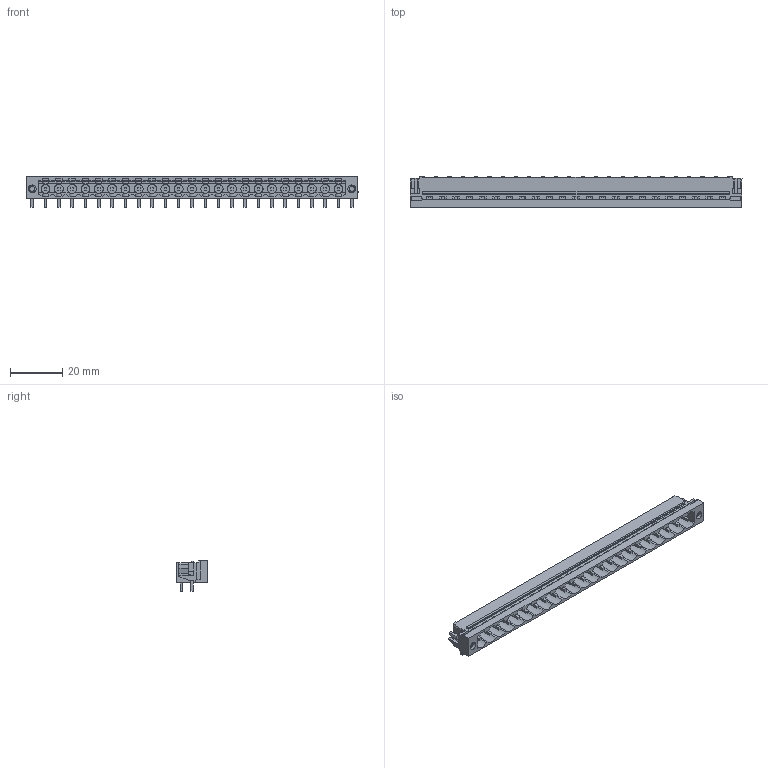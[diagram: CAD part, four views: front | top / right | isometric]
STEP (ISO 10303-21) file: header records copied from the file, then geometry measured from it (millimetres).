
FILE_DESCRIPTION(('CATIA V5R22 STEP214','CAx-IF Rec.Pracs.--- Model Styling and Organization---1.4--- 2014-01-23'),'2;1');
FILE_NAME ('D1456980_1_1837840000_1837840000.stp','2023-05-11T06:55:25+00:00',('none'),('Weidmueller'),'CATIA Version 5-6 Release 2016 SP3 HF44','CATIA V5 STEP AP214','none');
FILE_SCHEMA(('AUTOMOTIVE_DESIGN { 1 0 10303 214 1 1 1 1 }'));
Length unit declared in the file: millimetre
Products named in the file (1): 1837840000
Bounding box: 126.64 x 12 x 11.63 mm (x, y, z)
Volume: 4830.9 mm3; surface area: 11019.4 mm2
Topology: 26 solids, 26 shells, 1395 faces, 4268 edges, 2814 vertices
Faces by surface type: plane 1125, cylinder 222, extrusion 48
Entity records: 44988 total; most frequent: CARTESIAN_POINT 10610, ORIENTED_EDGE 8536, DIRECTION 4981, EDGE_CURVE 4268, VECTOR 3207, LINE 3159, VERTEX_POINT 2814, EDGE_LOOP 1476
